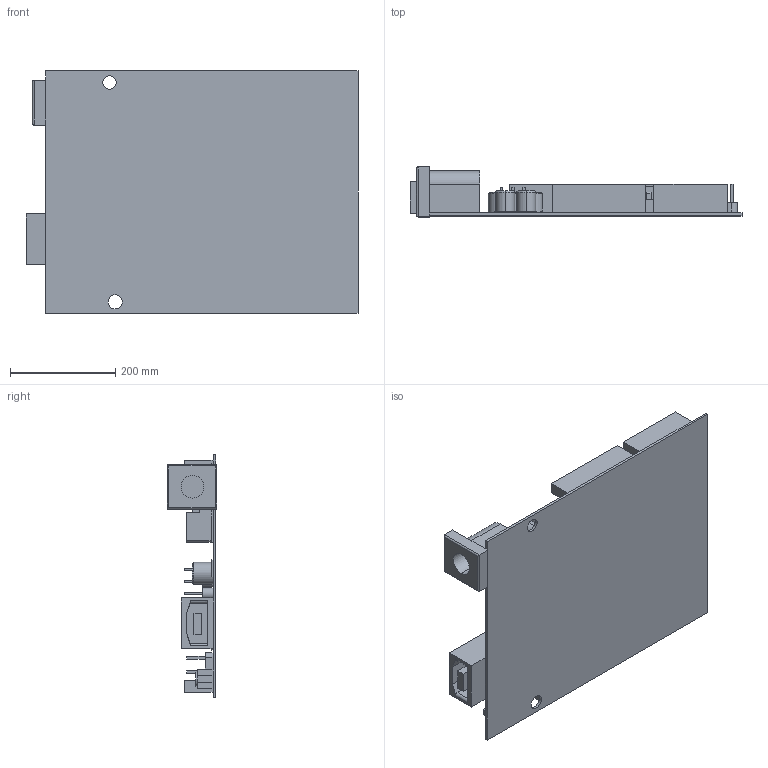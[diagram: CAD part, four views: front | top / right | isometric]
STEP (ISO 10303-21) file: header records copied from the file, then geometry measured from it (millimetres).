
FILE_DESCRIPTION (( 'STEP AP203' ), '1' );
FILE_NAME ('Arduino Uno.STEP', '2020-11-25T07:39:47', ( '' ), ( '' ), 'SwSTEP 2.0', 'SolidWorks 2018', '' );
FILE_SCHEMA (( 'CONFIG_CONTROL_DESIGN' ));
Length unit declared in the file: millimetre
Products named in the file (1): Arduino Uno
Bounding box: 631.25 x 95 x 462 mm (x, y, z)
Volume: 4486919.7 mm3; surface area: 920663.7 mm2
Topology: 1 solids, 1 shells, 523 faces, 1301 edges, 862 vertices
Faces by surface type: plane 445, cylinder 74, torus 4
Entity records: 15414 total; most frequent: CARTESIAN_POINT 2711, ORIENTED_EDGE 2602, DIRECTION 2483, EDGE_CURVE 1301, LINE 1151, VECTOR 1151, VERTEX_POINT 862, AXIS2_PLACEMENT_3D 666
